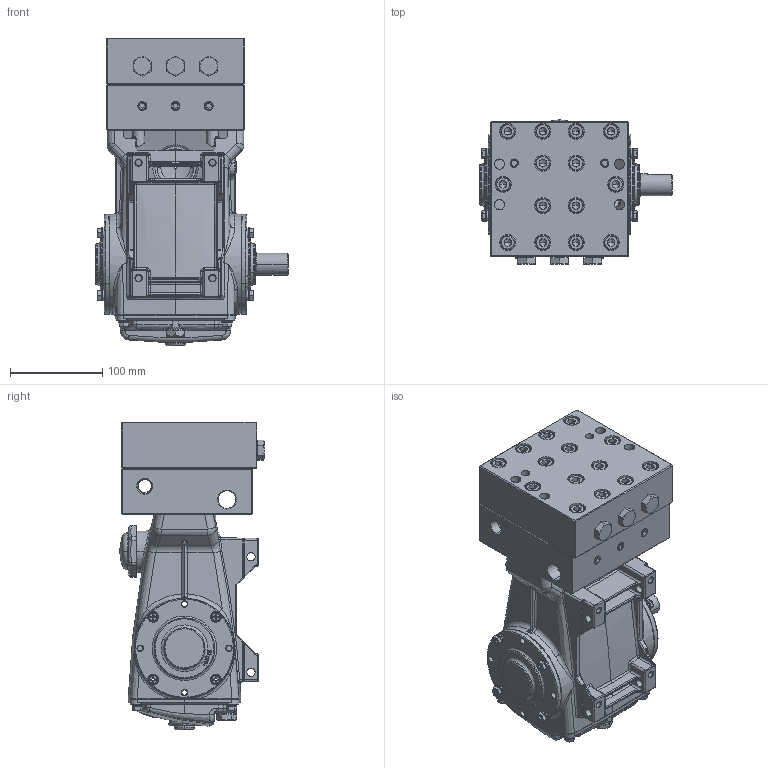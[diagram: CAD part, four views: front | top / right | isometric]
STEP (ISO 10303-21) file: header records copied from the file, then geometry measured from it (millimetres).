
FILE_DESCRIPTION (( 'STEP AP203' ), '1' );
FILE_NAME ('784.STEP', '2025-05-23T17:48:04', ( '' ), ( '' ), 'SwSTEP 2.0', 'SolidWorks 2025', '' );
FILE_SCHEMA (( 'CONFIG_CONTROL_DESIGN' ));
Length unit declared in the file: inch
Products named in the file (1): 784
Bounding box: 208.25 x 156.18 x 333.5 mm (x, y, z)
Surface area: 326578.2 mm2 (no closed solid volume)
Topology: 0 solids, 70 shells, 1885 faces, 6016 edges, 4037 vertices
Faces by surface type: plane 833, cylinder 382, bspline 357, cone 199, torus 78, sphere 36
Entity records: 86014 total; most frequent: CARTESIAN_POINT 37869, ORIENTED_EDGE 9868, DIRECTION 9011, EDGE_CURVE 5930, VERTEX_POINT 4033, AXIS2_PLACEMENT_3D 3299, LINE 2413, VECTOR 2413
